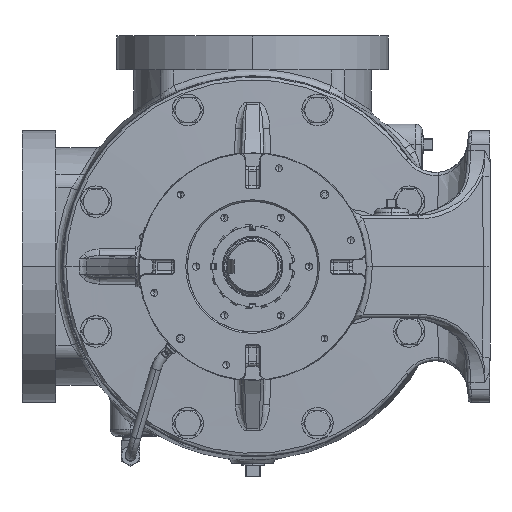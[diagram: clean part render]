
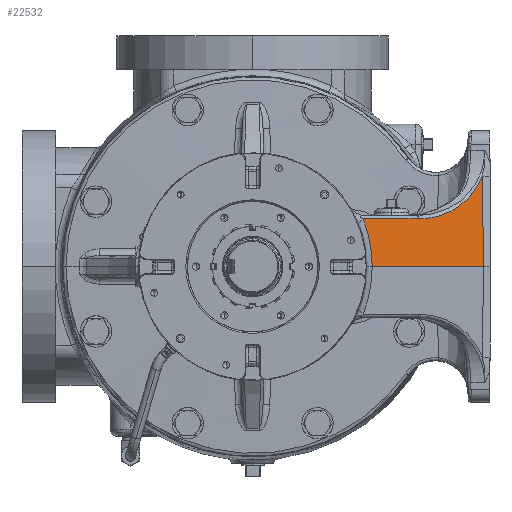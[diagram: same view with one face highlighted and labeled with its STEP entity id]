
A CAD part, left-side view. The second image highlights one B-rep face of the part: STEP entity #22532.
In plain terms, the highlighted planar face has unit normal (-0.707, -0.707, 0.035).
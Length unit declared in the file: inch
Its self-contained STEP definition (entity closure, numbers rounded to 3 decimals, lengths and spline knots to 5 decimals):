
#3212 = VERTEX_POINT ( 'NONE', #119273 ) ;
#3288 = CARTESIAN_POINT ( 'NONE',  ( -13.49708, -3.74992, 1.75919 ) ) ;
#7328 = DIRECTION ( 'NONE',  ( 0.707, -0.707, 0. ) ) ;
#18246 = DIRECTION ( 'NONE',  ( -0.707, 0.707, 0. ) ) ;
#22532 = ADVANCED_FACE ( 'Defeatured_0_1031', ( #129883 ), #172834, .T. ) ;
#26141 = CARTESIAN_POINT ( 'NONE',  ( -8.70444, -8.46466, 3.3368 ) ) ;
#27631 = CARTESIAN_POINT ( 'NONE',  ( -8.70444, -8.46466, 3.3368 ) ) ;
#38024 = CARTESIAN_POINT ( 'NONE',  ( -12.89735, -4.40673, 0.60352 ) ) ;
#44326 =( BOUNDED_CURVE ( )  B_SPLINE_CURVE ( 3, ( #26141, #57777, #142717, #84824 ),
 .UNSPECIFIED., .F., .F. ) 
 B_SPLINE_CURVE_WITH_KNOTS ( ( 4, 4 ),
 ( 3.50143, 4.66304 ),
 .UNSPECIFIED. ) 
 CURVE ( )  GEOMETRIC_REPRESENTATION_ITEM ( )  RATIONAL_B_SPLINE_CURVE ( ( 1., 0.891, 0.891, 1. ) ) 
 REPRESENTATION_ITEM ( '' )  );
#44969 = CARTESIAN_POINT ( 'NONE',  ( -8.58388, -8.75, 0. ) ) ;
#46258 = LINE ( 'NONE', #3288, #58201 ) ;
#51904 = EDGE_LOOP ( 'NONE', ( #151764, #94724, #119674, #88382, #171731 ) ) ;
#56005 = EDGE_CURVE ( 'NONE', #157553, #87274, #72449, .T. ) ;
#57777 = CARTESIAN_POINT ( 'NONE',  ( -9.13254, -8.08531, 2.3496 ) ) ;
#58201 = VECTOR ( 'NONE', #18246, 39.37008 ) ;
#61531 = LINE ( 'NONE', #105342, #93613 ) ;
#64181 = CARTESIAN_POINT ( 'NONE',  ( -13.17092, -4.07608, 1.75919 ) ) ;
#66121 = EDGE_CURVE ( 'NONE', #3212, #68003, #156754, .T. ) ;
#68003 = VERTEX_POINT ( 'NONE', #170564 ) ;
#72449 = LINE ( 'NONE', #86422, #168814 ) ;
#84824 = CARTESIAN_POINT ( 'NONE',  ( -11.10815, -6.13885, 1.75919 ) ) ;
#86422 = CARTESIAN_POINT ( 'NONE',  ( -8.82079, -8.51285, 0.00484 ) ) ;
#87274 = VERTEX_POINT ( 'NONE', #27631 ) ;
#88382 = ORIENTED_EDGE ( 'NONE', *, *, #171149, .T. ) ;
#93613 = VECTOR ( 'NONE', #7328, 39.37008 ) ;
#94724 = ORIENTED_EDGE ( 'NONE', *, *, #56005, .T. ) ;
#96078 = DIRECTION ( 'NONE',  ( 0.035, 0.014, 0.999 ) ) ;
#105342 = CARTESIAN_POINT ( 'NONE',  ( -8.58388, -8.75, 0. ) ) ;
#107085 = CARTESIAN_POINT ( 'NONE',  ( -12.98059, -4.2942, 1.19646 ) ) ;
#109524 = VERTEX_POINT ( 'NONE', #146562 ) ;
#119273 = CARTESIAN_POINT ( 'NONE',  ( -13.17092, -4.07608, 1.75919 ) ) ;
#119674 = ORIENTED_EDGE ( 'NONE', *, *, #131273, .T. ) ;
#129883 = FACE_OUTER_BOUND ( 'NONE', #51904, .T. ) ;
#131273 = EDGE_CURVE ( 'NONE', #87274, #109524, #44326, .T. ) ;
#136068 = CARTESIAN_POINT ( 'NONE',  ( -8.82096, -8.51292, 0. ) ) ;
#142717 = CARTESIAN_POINT ( 'NONE',  ( -10.03212, -7.21488, 1.75919 ) ) ;
#142970 = DIRECTION ( 'NONE',  ( -0.707, -0.707, 0.035 ) ) ;
#143585 = EDGE_CURVE ( 'NONE', #68003, #157553, #61531, .T. ) ;
#146562 = CARTESIAN_POINT ( 'NONE',  ( -11.10815, -6.13885, 1.75919 ) ) ;
#151764 = ORIENTED_EDGE ( 'NONE', *, *, #143585, .T. ) ;
#151897 = CARTESIAN_POINT ( 'NONE',  ( -12.92396, -4.40992, 0. ) ) ;
#156754 =( BOUNDED_CURVE ( )  B_SPLINE_CURVE ( 3, ( #64181, #107085, #38024, #151897 ),
 .UNSPECIFIED., .F., .F. ) 
 B_SPLINE_CURVE_WITH_KNOTS ( ( 4, 4 ),
 ( 2.82116, 3.18564 ),
 .UNSPECIFIED. ) 
 CURVE ( )  GEOMETRIC_REPRESENTATION_ITEM ( )  RATIONAL_B_SPLINE_CURVE ( ( 1., 0.989, 0.989, 1. ) ) 
 REPRESENTATION_ITEM ( '' )  );
#157553 = VERTEX_POINT ( 'NONE', #136068 ) ;
#158840 = DIRECTION ( 'NONE',  ( 0.707, -0.707, 0. ) ) ;
#159955 = AXIS2_PLACEMENT_3D ( 'NONE', #44969, #142970, #158840 ) ;
#168814 = VECTOR ( 'NONE', #96078, 39.37008 ) ;
#170564 = CARTESIAN_POINT ( 'NONE',  ( -12.92396, -4.40992, 0. ) ) ;
#171149 = EDGE_CURVE ( 'NONE', #109524, #3212, #46258, .T. ) ;
#171731 = ORIENTED_EDGE ( 'NONE', *, *, #66121, .T. ) ;
#172834 = PLANE ( 'NONE',  #159955 ) ;
